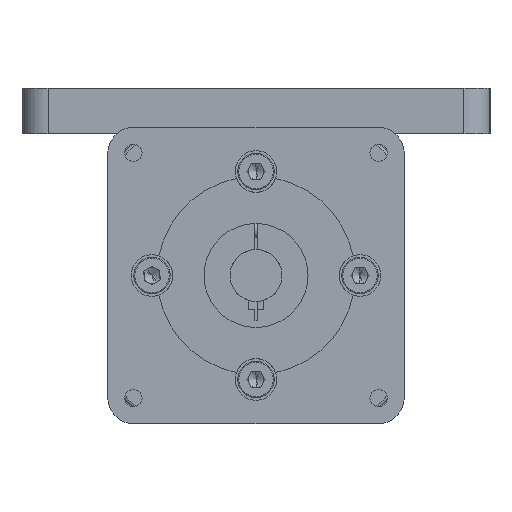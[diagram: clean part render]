
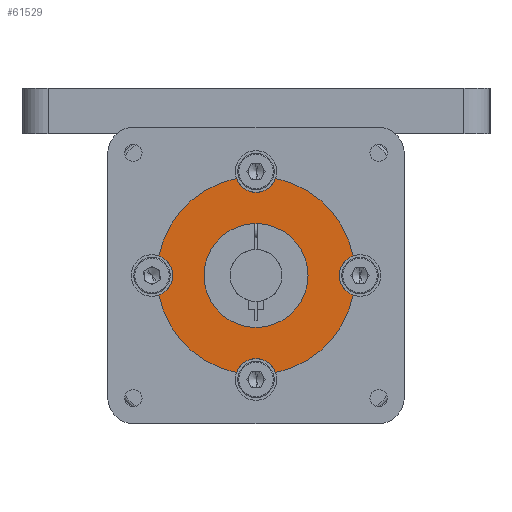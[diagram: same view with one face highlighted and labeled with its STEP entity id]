
A CAD part, front view. The second image highlights one B-rep face of the part: STEP entity #61529.
In plain terms, the highlighted face is planar.
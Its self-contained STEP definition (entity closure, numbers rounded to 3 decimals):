
#11 = ORIENTED_EDGE ( 'NONE', *, *, #18361, .T. ) ;
#937 = VERTEX_POINT ( 'NONE', #5332 ) ;
#1496 = DIRECTION ( 'NONE',  ( 0., -1., 0. ) ) ;
#4262 = ORIENTED_EDGE ( 'NONE', *, *, #6844, .T. ) ;
#4735 = ORIENTED_EDGE ( 'NONE', *, *, #53818, .T. ) ;
#5332 = CARTESIAN_POINT ( 'NONE',  ( 0., 7., 10. ) ) ;
#5875 = CIRCLE ( 'NONE', #60141, 19.05 ) ;
#6038 = EDGE_CURVE ( 'NONE', #12591, #12077, #5875, .T. ) ;
#6395 = DIRECTION ( 'NONE',  ( 0., -1., 0. ) ) ;
#6503 = CARTESIAN_POINT ( 'NONE',  ( 18.673, 7., -3.773 ) ) ;
#6844 = EDGE_CURVE ( 'NONE', #33672, #23260, #56180, .T. ) ;
#7116 = CIRCLE ( 'NONE', #12152, 4. ) ;
#8252 = CARTESIAN_POINT ( 'NONE',  ( 0., 7., -16. ) ) ;
#8649 = CARTESIAN_POINT ( 'NONE',  ( 0., 7., 0. ) ) ;
#9047 = EDGE_CURVE ( 'NONE', #14737, #33672, #43647, .T. ) ;
#9206 = EDGE_CURVE ( 'NONE', #26550, #12591, #30504, .T. ) ;
#9430 = AXIS2_PLACEMENT_3D ( 'NONE', #35789, #16313, #29826 ) ;
#9552 = ORIENTED_EDGE ( 'NONE', *, *, #10765, .T. ) ;
#9613 = ORIENTED_EDGE ( 'NONE', *, *, #6038, .T. ) ;
#10214 = DIRECTION ( 'NONE',  ( 0., 0., 1. ) ) ;
#10765 = EDGE_CURVE ( 'NONE', #12077, #44132, #39779, .T. ) ;
#10935 = ORIENTED_EDGE ( 'NONE', *, *, #52189, .T. ) ;
#11231 = DIRECTION ( 'NONE',  ( 0., 0., 1. ) ) ;
#12077 = VERTEX_POINT ( 'NONE', #34113 ) ;
#12135 = FACE_BOUND ( 'NONE', #40832, .T. ) ;
#12152 = AXIS2_PLACEMENT_3D ( 'NONE', #24945, #6395, #10214 ) ;
#12591 = VERTEX_POINT ( 'NONE', #54252 ) ;
#12615 = AXIS2_PLACEMENT_3D ( 'NONE', #25970, #36032, #11231 ) ;
#12729 = CARTESIAN_POINT ( 'NONE',  ( 0., 7., 16. ) ) ;
#12900 = DIRECTION ( 'NONE',  ( 0., 0., 1. ) ) ;
#13441 = CIRCLE ( 'NONE', #9430, 4. ) ;
#14737 = VERTEX_POINT ( 'NONE', #6503 ) ;
#15549 = EDGE_CURVE ( 'NONE', #25119, #26550, #42272, .T. ) ;
#15649 = DIRECTION ( 'NONE',  ( 0., 0., 1. ) ) ;
#15975 = ORIENTED_EDGE ( 'NONE', *, *, #9047, .T. ) ;
#16313 = DIRECTION ( 'NONE',  ( 0., -1., 0. ) ) ;
#16583 = CARTESIAN_POINT ( 'NONE',  ( 0., 7., 0. ) ) ;
#18361 = EDGE_CURVE ( 'NONE', #44089, #31496, #42884, .T. ) ;
#18790 = DIRECTION ( 'NONE',  ( 0., 0., 1. ) ) ;
#19906 = ORIENTED_EDGE ( 'NONE', *, *, #53900, .T. ) ;
#20057 = DIRECTION ( 'NONE',  ( 0., 1., 0. ) ) ;
#20970 = DIRECTION ( 'NONE',  ( 0., 0., 1. ) ) ;
#21835 = CARTESIAN_POINT ( 'NONE',  ( 3.773, 7., 18.673 ) ) ;
#21850 = DIRECTION ( 'NONE',  ( 0., 1., 0. ) ) ;
#22342 = DIRECTION ( 'NONE',  ( 0., 0., 1. ) ) ;
#22536 = CARTESIAN_POINT ( 'NONE',  ( 0., 7., 0. ) ) ;
#23187 = CARTESIAN_POINT ( 'NONE',  ( 0., 7., 0. ) ) ;
#23260 = VERTEX_POINT ( 'NONE', #8252 ) ;
#24431 = AXIS2_PLACEMENT_3D ( 'NONE', #36810, #56066, #12900 ) ;
#24945 = CARTESIAN_POINT ( 'NONE',  ( 0., 7., -20. ) ) ;
#25031 = CARTESIAN_POINT ( 'NONE',  ( -20., 7., 0. ) ) ;
#25047 = CARTESIAN_POINT ( 'NONE',  ( -18.673, 7., -3.773 ) ) ;
#25119 = VERTEX_POINT ( 'NONE', #32819 ) ;
#25305 = ORIENTED_EDGE ( 'NONE', *, *, #15549, .T. ) ;
#25821 = EDGE_CURVE ( 'NONE', #44132, #44089, #13441, .T. ) ;
#25970 = CARTESIAN_POINT ( 'NONE',  ( 0., 7., 20. ) ) ;
#26126 = DIRECTION ( 'NONE',  ( 0., -1., 0. ) ) ;
#26550 = VERTEX_POINT ( 'NONE', #25047 ) ;
#28101 = AXIS2_PLACEMENT_3D ( 'NONE', #8649, #21850, #41419 ) ;
#28273 = ORIENTED_EDGE ( 'NONE', *, *, #9206, .T. ) ;
#29826 = DIRECTION ( 'NONE',  ( 0., 0., 1. ) ) ;
#30504 = CIRCLE ( 'NONE', #59749, 4. ) ;
#31004 = AXIS2_PLACEMENT_3D ( 'NONE', #16583, #40232, #15649 ) ;
#31496 = VERTEX_POINT ( 'NONE', #46987 ) ;
#31859 = PLANE ( 'NONE',  #28101 ) ;
#32819 = CARTESIAN_POINT ( 'NONE',  ( -3.773, 7., -18.673 ) ) ;
#33672 = VERTEX_POINT ( 'NONE', #61787 ) ;
#34113 = CARTESIAN_POINT ( 'NONE',  ( -3.773, 7., 18.673 ) ) ;
#35789 = CARTESIAN_POINT ( 'NONE',  ( 0., 7., 20. ) ) ;
#36032 = DIRECTION ( 'NONE',  ( 0., -1., 0. ) ) ;
#36810 = CARTESIAN_POINT ( 'NONE',  ( 0., 7., 0. ) ) ;
#37030 = AXIS2_PLACEMENT_3D ( 'NONE', #39912, #1496, #20970 ) ;
#37346 = DIRECTION ( 'NONE',  ( 0., 1., 0. ) ) ;
#39779 = CIRCLE ( 'NONE', #12615, 4. ) ;
#39912 = CARTESIAN_POINT ( 'NONE',  ( 0., 7., -20. ) ) ;
#40232 = DIRECTION ( 'NONE',  ( 0., -1., 0. ) ) ;
#40557 = DIRECTION ( 'NONE',  ( 0., 1., 0. ) ) ;
#40832 = EDGE_LOOP ( 'NONE', ( #19906, #62190 ) ) ;
#41224 = EDGE_LOOP ( 'NONE', ( #4262, #10935, #25305, #28273, #9613, #9552, #51347, #11, #4735, #15975 ) ) ;
#41419 = DIRECTION ( 'NONE',  ( 1., 0., 0. ) ) ;
#41894 = AXIS2_PLACEMENT_3D ( 'NONE', #22536, #40557, #59750 ) ;
#42272 = CIRCLE ( 'NONE', #59342, 19.05 ) ;
#42772 = DIRECTION ( 'NONE',  ( 0., 1., 0. ) ) ;
#42884 = CIRCLE ( 'NONE', #41894, 19.05 ) ;
#43647 = CIRCLE ( 'NONE', #51681, 19.05 ) ;
#44089 = VERTEX_POINT ( 'NONE', #21835 ) ;
#44132 = VERTEX_POINT ( 'NONE', #12729 ) ;
#44180 = CIRCLE ( 'NONE', #31004, 10. ) ;
#44335 = CARTESIAN_POINT ( 'NONE',  ( 0., 7., 0. ) ) ;
#44611 = DIRECTION ( 'NONE',  ( 0., 0., 1. ) ) ;
#45610 = AXIS2_PLACEMENT_3D ( 'NONE', #46606, #26126, #22342 ) ;
#46606 = CARTESIAN_POINT ( 'NONE',  ( 20., 7., 0. ) ) ;
#46987 = CARTESIAN_POINT ( 'NONE',  ( 18.673, 7., 3.773 ) ) ;
#48110 = CARTESIAN_POINT ( 'NONE',  ( 0., 7., 0. ) ) ;
#48359 = VERTEX_POINT ( 'NONE', #54870 ) ;
#48609 = CIRCLE ( 'NONE', #45610, 4. ) ;
#48725 = DIRECTION ( 'NONE',  ( 0., 0., 1. ) ) ;
#49333 = DIRECTION ( 'NONE',  ( 0., -1., 0. ) ) ;
#51347 = ORIENTED_EDGE ( 'NONE', *, *, #25821, .T. ) ;
#51681 = AXIS2_PLACEMENT_3D ( 'NONE', #23187, #37346, #18790 ) ;
#51796 = FACE_OUTER_BOUND ( 'NONE', #41224, .T. ) ;
#52189 = EDGE_CURVE ( 'NONE', #23260, #25119, #7116, .T. ) ;
#53818 = EDGE_CURVE ( 'NONE', #31496, #14737, #48609, .T. ) ;
#53900 = EDGE_CURVE ( 'NONE', #937, #48359, #60633, .T. ) ;
#54085 = DIRECTION ( 'NONE',  ( 0., 0., 1. ) ) ;
#54252 = CARTESIAN_POINT ( 'NONE',  ( -18.673, 7., 3.773 ) ) ;
#54870 = CARTESIAN_POINT ( 'NONE',  ( 0., 7., -10. ) ) ;
#56066 = DIRECTION ( 'NONE',  ( 0., -1., 0. ) ) ;
#56180 = CIRCLE ( 'NONE', #37030, 4. ) ;
#59342 = AXIS2_PLACEMENT_3D ( 'NONE', #48110, #42772, #48725 ) ;
#59749 = AXIS2_PLACEMENT_3D ( 'NONE', #25031, #49333, #44611 ) ;
#59750 = DIRECTION ( 'NONE',  ( 0., 0., 1. ) ) ;
#60134 = EDGE_CURVE ( 'NONE', #48359, #937, #44180, .T. ) ;
#60141 = AXIS2_PLACEMENT_3D ( 'NONE', #44335, #20057, #54085 ) ;
#60633 = CIRCLE ( 'NONE', #24431, 10. ) ;
#61529 = ADVANCED_FACE ( 'NONE', ( #12135, #51796 ), #31859, .T. ) ;
#61787 = CARTESIAN_POINT ( 'NONE',  ( 3.773, 7., -18.673 ) ) ;
#62190 = ORIENTED_EDGE ( 'NONE', *, *, #60134, .T. ) ;
